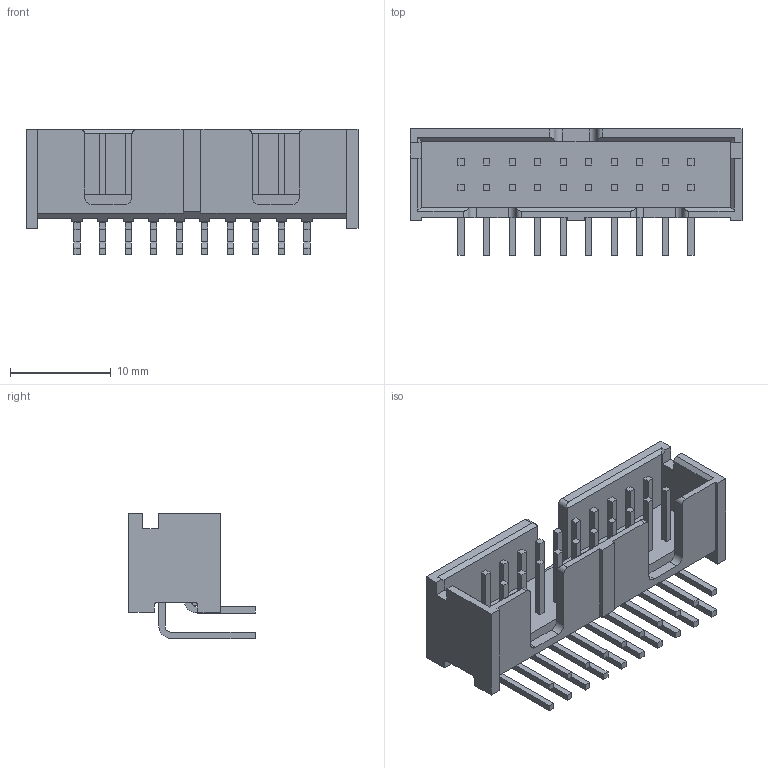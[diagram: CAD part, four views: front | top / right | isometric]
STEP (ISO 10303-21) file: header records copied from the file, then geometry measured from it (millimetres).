
FILE_DESCRIPTION((''),'2;1');
FILE_NAME('C-5103310-5','2010-06-17T',('workeradm'),('Tyco Electronics Ltd.'),'PRO/ENGINEER BY PARAMETRIC TECHNOLOGY CORPORATION, 2009300','PRO/ENGINEER BY PARAMETRIC TECHNOLOGY CORPORATION, 2009300','');
FILE_SCHEMA(('AUTOMOTIVE_DESIGN { 1 0 10303 214 1 1 1 1 }'));
Length unit declared in the file: millimetre
Products named in the file (1): C-5103310-5
Bounding box: 33.02 x 12.57 x 12.45 mm (x, y, z)
Volume: 1284.7 mm3; surface area: 2487.5 mm2
Topology: 1 solids, 1 shells, 373 faces, 983 edges, 652 vertices
Faces by surface type: plane 307, cylinder 66
Entity records: 11684 total; most frequent: CARTESIAN_POINT 2052, ORIENTED_EDGE 1966, DIRECTION 1855, EDGE_CURVE 983, VECTOR 845, LINE 845, VERTEX_POINT 652, AXIS2_PLACEMENT_3D 505
